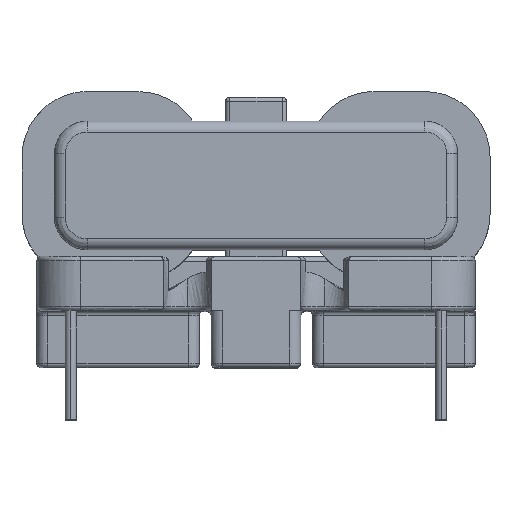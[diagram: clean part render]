
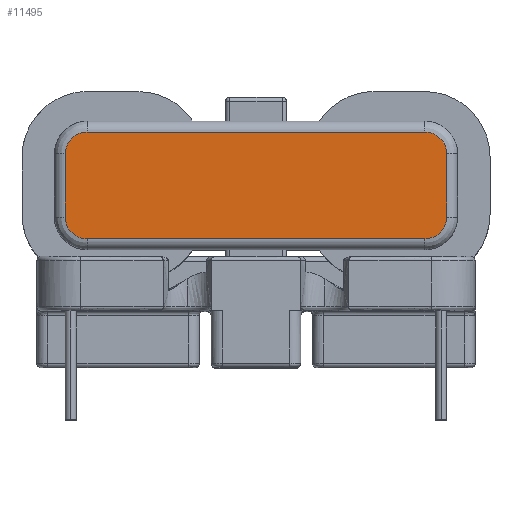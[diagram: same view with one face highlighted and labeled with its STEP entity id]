
A CAD part, top view. The second image highlights one B-rep face of the part: STEP entity #11495.
In plain terms, the highlighted free-form (B-spline) face has degree [1, 1] with [2, 2] control points.
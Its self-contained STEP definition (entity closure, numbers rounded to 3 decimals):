
#11495 = ADVANCED_FACE('',(#11496),#11558,.F.);
#11496 = FACE_BOUND('',#11497,.T.);
#11497 = EDGE_LOOP('',(#11498,#11507,#11515,#11522,#11530,#11537,#11545,
    #11552));
#11498 = ORIENTED_EDGE('',*,*,#11499,.T.);
#11499 = EDGE_CURVE('',#11500,#11502,#11504,.T.);
#11500 = VERTEX_POINT('',#11501);
#11501 = CARTESIAN_POINT('',(-12.474,10.264,
    13.757));
#11502 = VERTEX_POINT('',#11503);
#11503 = CARTESIAN_POINT('',(-12.474,6.13,
    13.757));
#11504 = B_SPLINE_CURVE_WITH_KNOTS('',1,(#11505,#11506),.UNSPECIFIED.,
  .F.,.F.,(2,2),(1.5,4.4),.PIECEWISE_BEZIER_KNOTS.);
#11505 = CARTESIAN_POINT('',(-12.474,10.264,
    13.757));
#11506 = CARTESIAN_POINT('',(-12.474,6.13,
    13.757));
#11507 = ORIENTED_EDGE('',*,*,#11508,.T.);
#11508 = EDGE_CURVE('',#11502,#11509,#11511,.T.);
#11509 = VERTEX_POINT('',#11510);
#11510 = CARTESIAN_POINT('',(-11.048,4.704,
    13.757));
#11511 = ( BOUNDED_CURVE() B_SPLINE_CURVE(2,(#11512,#11513,#11514),
.UNSPECIFIED.,.F.,.F.) B_SPLINE_CURVE_WITH_KNOTS((3,3),(0.,
1.571),.PIECEWISE_BEZIER_KNOTS.) CURVE() 
GEOMETRIC_REPRESENTATION_ITEM() RATIONAL_B_SPLINE_CURVE((1.,
0.707,1.)) REPRESENTATION_ITEM('') );
#11512 = CARTESIAN_POINT('',(-12.474,6.13,
    13.757));
#11513 = CARTESIAN_POINT('',(-12.474,4.704,
    13.757));
#11514 = CARTESIAN_POINT('',(-11.048,4.704,
    13.757));
#11515 = ORIENTED_EDGE('',*,*,#11516,.T.);
#11516 = EDGE_CURVE('',#11509,#11517,#11519,.T.);
#11517 = VERTEX_POINT('',#11518);
#11518 = CARTESIAN_POINT('',(11.048,4.704,
    13.757));
#11519 = B_SPLINE_CURVE_WITH_KNOTS('',1,(#11520,#11521),.UNSPECIFIED.,
  .F.,.F.,(2,2),(1.5,17.),.PIECEWISE_BEZIER_KNOTS.);
#11520 = CARTESIAN_POINT('',(-11.048,4.704,
    13.757));
#11521 = CARTESIAN_POINT('',(11.048,4.704,
    13.757));
#11522 = ORIENTED_EDGE('',*,*,#11523,.T.);
#11523 = EDGE_CURVE('',#11517,#11524,#11526,.T.);
#11524 = VERTEX_POINT('',#11525);
#11525 = CARTESIAN_POINT('',(12.474,6.13,
    13.757));
#11526 = ( BOUNDED_CURVE() B_SPLINE_CURVE(2,(#11527,#11528,#11529),
.UNSPECIFIED.,.F.,.F.) B_SPLINE_CURVE_WITH_KNOTS((3,3),(1.571,
3.142),.PIECEWISE_BEZIER_KNOTS.) CURVE() 
GEOMETRIC_REPRESENTATION_ITEM() RATIONAL_B_SPLINE_CURVE((1.,
0.707,1.)) REPRESENTATION_ITEM('') );
#11527 = CARTESIAN_POINT('',(11.048,4.704,
    13.757));
#11528 = CARTESIAN_POINT('',(12.474,4.704,
    13.757));
#11529 = CARTESIAN_POINT('',(12.474,6.13,
    13.757));
#11530 = ORIENTED_EDGE('',*,*,#11531,.T.);
#11531 = EDGE_CURVE('',#11524,#11532,#11534,.T.);
#11532 = VERTEX_POINT('',#11533);
#11533 = CARTESIAN_POINT('',(12.474,10.264,
    13.757));
#11534 = B_SPLINE_CURVE_WITH_KNOTS('',1,(#11535,#11536),.UNSPECIFIED.,
  .F.,.F.,(2,2),(-4.4,-1.5),.PIECEWISE_BEZIER_KNOTS.);
#11535 = CARTESIAN_POINT('',(12.474,6.13,
    13.757));
#11536 = CARTESIAN_POINT('',(12.474,10.264,
    13.757));
#11537 = ORIENTED_EDGE('',*,*,#11538,.T.);
#11538 = EDGE_CURVE('',#11532,#11539,#11541,.T.);
#11539 = VERTEX_POINT('',#11540);
#11540 = CARTESIAN_POINT('',(11.048,11.69,
    13.757));
#11541 = ( BOUNDED_CURVE() B_SPLINE_CURVE(2,(#11542,#11543,#11544),
.UNSPECIFIED.,.F.,.F.) B_SPLINE_CURVE_WITH_KNOTS((3,3),(3.142,
4.712),.PIECEWISE_BEZIER_KNOTS.) CURVE() 
GEOMETRIC_REPRESENTATION_ITEM() RATIONAL_B_SPLINE_CURVE((1.,
0.707,1.)) REPRESENTATION_ITEM('') );
#11542 = CARTESIAN_POINT('',(12.474,10.264,
    13.757));
#11543 = CARTESIAN_POINT('',(12.474,11.69,
    13.757));
#11544 = CARTESIAN_POINT('',(11.048,11.69,
    13.757));
#11545 = ORIENTED_EDGE('',*,*,#11546,.T.);
#11546 = EDGE_CURVE('',#11539,#11547,#11549,.T.);
#11547 = VERTEX_POINT('',#11548);
#11548 = CARTESIAN_POINT('',(-11.048,11.69,
    13.757));
#11549 = B_SPLINE_CURVE_WITH_KNOTS('',1,(#11550,#11551),.UNSPECIFIED.,
  .F.,.F.,(2,2),(-15.5,-0.),.PIECEWISE_BEZIER_KNOTS.);
#11550 = CARTESIAN_POINT('',(11.048,11.69,
    13.757));
#11551 = CARTESIAN_POINT('',(-11.048,11.69,
    13.757));
#11552 = ORIENTED_EDGE('',*,*,#11553,.T.);
#11553 = EDGE_CURVE('',#11547,#11500,#11554,.T.);
#11554 = ( BOUNDED_CURVE() B_SPLINE_CURVE(2,(#11555,#11556,#11557),
.UNSPECIFIED.,.F.,.F.) B_SPLINE_CURVE_WITH_KNOTS((3,3),(4.712,
6.283),.PIECEWISE_BEZIER_KNOTS.) CURVE() 
GEOMETRIC_REPRESENTATION_ITEM() RATIONAL_B_SPLINE_CURVE((1.,
0.707,1.)) REPRESENTATION_ITEM('') );
#11555 = CARTESIAN_POINT('',(-11.048,11.69,
    13.757));
#11556 = CARTESIAN_POINT('',(-12.474,11.69,
    13.757));
#11557 = CARTESIAN_POINT('',(-12.474,10.264,
    13.757));
#11558 = B_SPLINE_SURFACE_WITH_KNOTS('',1,1,(
    (#11559,#11560)
    ,(#11561,#11562
  )),.UNSPECIFIED.,.F.,.F.,.F.,(2,2),(2,2),(-18.,-0.5),(-5.4,-0.5),
  .PIECEWISE_BEZIER_KNOTS.);
#11559 = CARTESIAN_POINT('',(12.474,4.704,
    13.757));
#11560 = CARTESIAN_POINT('',(12.474,11.69,
    13.757));
#11561 = CARTESIAN_POINT('',(-12.474,4.704,
    13.757));
#11562 = CARTESIAN_POINT('',(-12.474,11.69,
    13.757));
